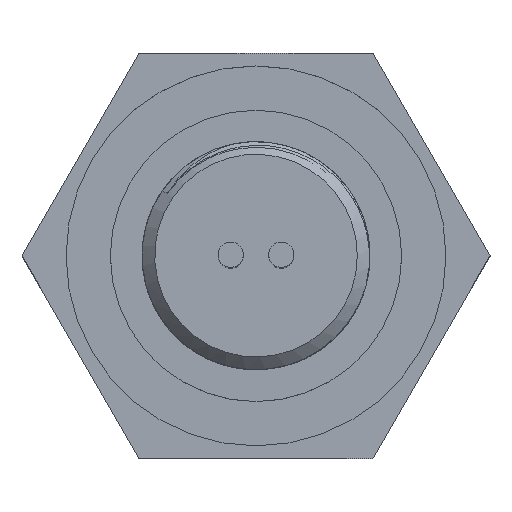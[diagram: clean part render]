
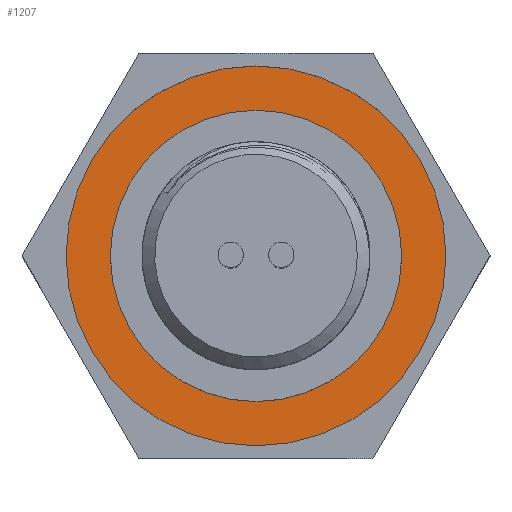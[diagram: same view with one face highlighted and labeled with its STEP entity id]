
A CAD part, top view. The second image highlights one B-rep face of the part: STEP entity #1207.
In plain terms, the highlighted planar face has unit normal (0, 0, 1).
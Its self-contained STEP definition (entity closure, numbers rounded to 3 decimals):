
#60=FACE_BOUND($,#272,.T.);
#61=FACE_BOUND($,#273,.T.);
#92=CIRCLE($,#1299,11.5);
#94=CIRCLE($,#1302,15.);
#122=PLANE($,#1304);
#272=EDGE_LOOP($,(#957));
#273=EDGE_LOOP($,(#958));
#599=VERTEX_POINT($,#3449);
#601=VERTEX_POINT($,#3454);
#733=EDGE_CURVE($,#599,#599,#92,.T.);
#735=EDGE_CURVE($,#601,#601,#94,.T.);
#957=ORIENTED_EDGE($,*,*,#733,.F.);
#958=ORIENTED_EDGE($,*,*,#735,.T.);
#1207=ADVANCED_FACE($,(#60,#61),#122,.F.);
#1299=AXIS2_PLACEMENT_3D($,#3450,#1465,#1466);
#1302=AXIS2_PLACEMENT_3D($,#3455,#1471,#1472);
#1304=AXIS2_PLACEMENT_3D($,#3458,#1475,#1476);
#1465=DIRECTION('center_axis',(0.,0.,1.));
#1466=DIRECTION('ref_axis',(-1.,0.,0.));
#1471=DIRECTION('center_axis',(0.,0.,1.));
#1472=DIRECTION('ref_axis',(-1.,0.,0.));
#1475=DIRECTION('center_axis',(0.,0.,-1.));
#1476=DIRECTION('ref_axis',(-1.,0.,0.));
#3449=CARTESIAN_POINT('',(11.5,0.,7.18));
#3450=CARTESIAN_POINT('Origin',(0.,0.,7.18));
#3454=CARTESIAN_POINT('',(15.,0.,7.18));
#3455=CARTESIAN_POINT('Origin',(0.,0.,7.18));
#3458=CARTESIAN_POINT('Origin',(0.,0.,7.18));
